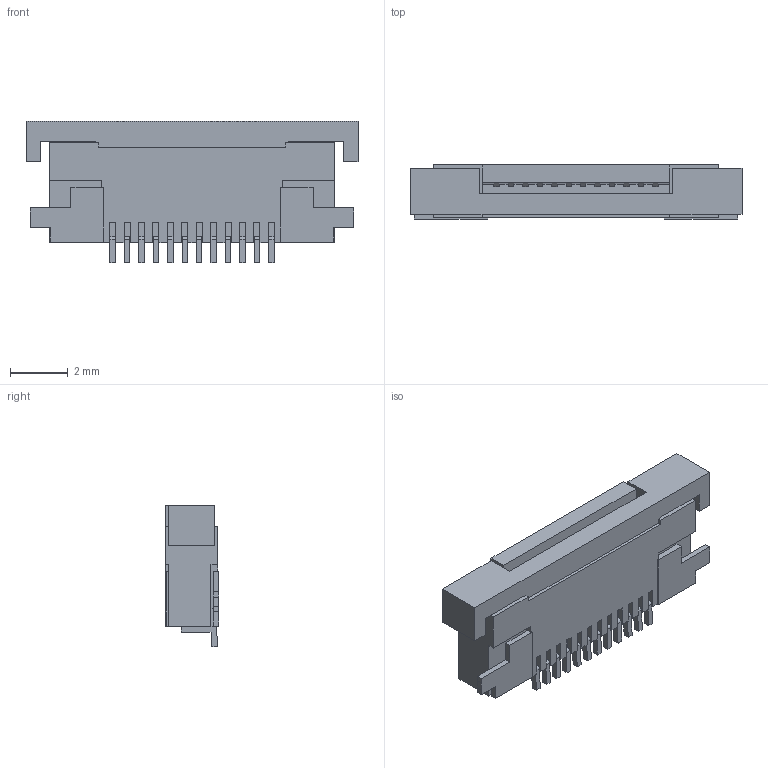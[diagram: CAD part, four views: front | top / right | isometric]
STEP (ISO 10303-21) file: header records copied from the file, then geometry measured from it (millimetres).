
FILE_DESCRIPTION (( 'STEP AP214' ), '1' );
FILE_NAME ('reoriented-SFV12R-2STE1HLF.STEP', '2023-10-18T20:52:59', ( '' ), ( '' ), 'SwSTEP 2.0', 'SolidWorks 2021', '' );
FILE_SCHEMA (( 'AUTOMOTIVE_DESIGN' ));
Length unit declared in the file: millimetre
Products named in the file (1): reoriented-SFV12R-2STE1HLF
Bounding box: 11.5 x 1.87 x 4.9 mm (x, y, z)
Volume: 69.9 mm3; surface area: 231.6 mm2
Topology: 1 solids, 1 shells, 304 faces, 904 edges, 602 vertices
Faces by surface type: plane 292, cylinder 12
Entity records: 10030 total; most frequent: CARTESIAN_POINT 1811, ORIENTED_EDGE 1808, DIRECTION 1538, EDGE_CURVE 904, LINE 880, VECTOR 880, VERTEX_POINT 602, AXIS2_PLACEMENT_3D 329
